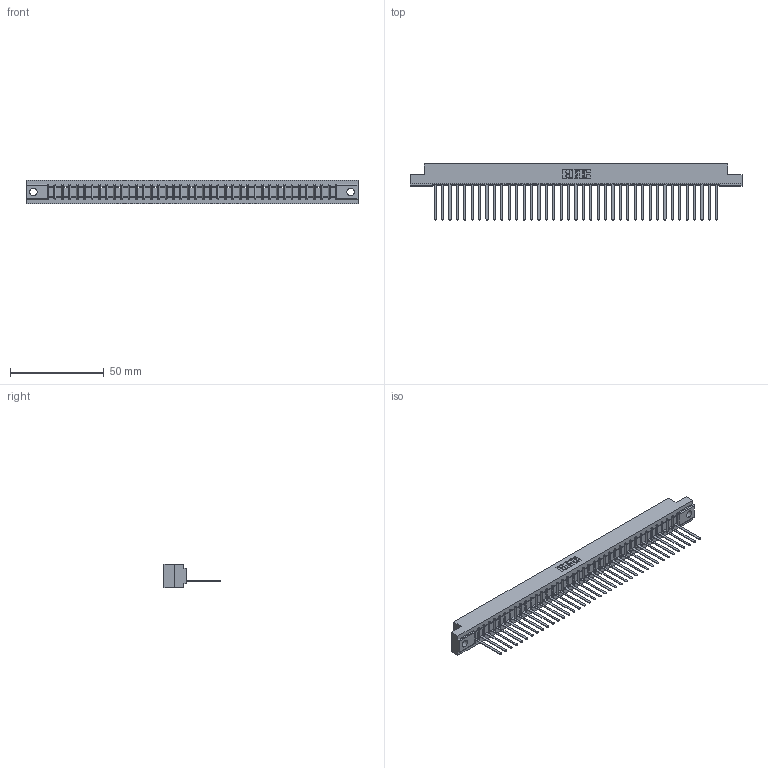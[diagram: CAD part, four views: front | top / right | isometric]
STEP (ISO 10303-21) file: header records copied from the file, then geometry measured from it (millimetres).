
FILE_DESCRIPTION (( 'STEP AP203' ), '1' );
FILE_NAME ('357-039-545-104.STEP', '2018-08-10T11:00:36', ( '' ), ( '' ), 'SwSTEP 2.0', 'SolidWorks 2016', '' );
FILE_SCHEMA (( 'CONFIG_CONTROL_DESIGN' ));
Length unit declared in the file: inch
Products named in the file (3): 307 Part_.156 Dia Mounting Holes; 307-290-001_545; 357-039-545-104
Assembly tree (40 placements, depth 2):
  357-039-545-104
    307 Part_.156 Dia Mounting Holes
    307-290-001_545  x39
Bounding box: 177.55 x 30 x 12.7 mm (x, y, z)
Volume: 18467.3 mm3; surface area: 20366.3 mm2
Topology: 40 solids, 40 shells, 2356 faces, 6677 edges, 4290 vertices
Faces by surface type: plane 1527, cylinder 749, sphere 80
Entity records: 34190 total; most frequent: CARTESIAN_POINT 5762, ORIENTED_EDGE 5746, DIRECTION 5597, EDGE_CURVE 2873, LINE 2211, VECTOR 2211, VERTEX_POINT 1858, AXIS2_PLACEMENT_3D 1693
